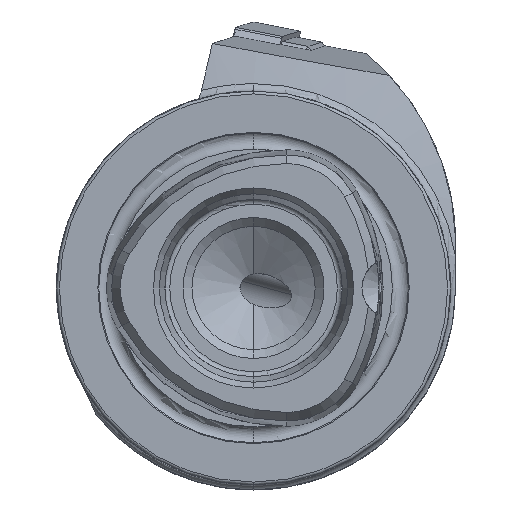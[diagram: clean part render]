
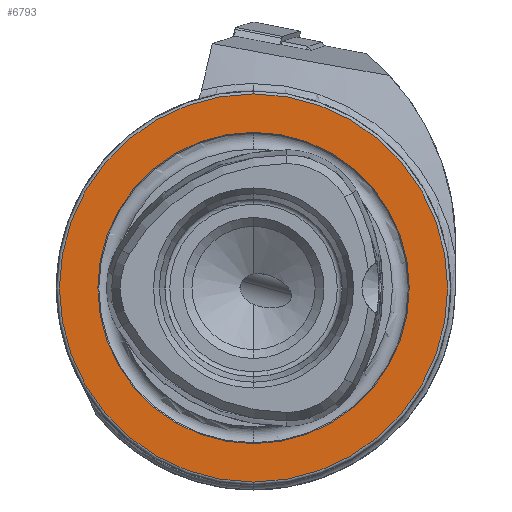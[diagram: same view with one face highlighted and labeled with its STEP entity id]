
A CAD part, left-side view. The second image highlights one B-rep face of the part: STEP entity #6793.
In plain terms, the highlighted planar face has unit normal (-1, 0, 0).
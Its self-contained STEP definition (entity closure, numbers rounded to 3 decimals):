
#606 = AXIS2_PLACEMENT_3D ( 'NONE', #14792, #1353, #11575 ) ;
#1300 = DIRECTION ( 'NONE',  ( -1., 0., 0. ) ) ;
#1347 = EDGE_CURVE ( 'NONE', #16040, #6483, #5185, .T. ) ;
#1353 = DIRECTION ( 'NONE',  ( 1., 0., 0. ) ) ;
#1643 = AXIS2_PLACEMENT_3D ( 'NONE', #7058, #8845, #12379 ) ;
#1797 = ORIENTED_EDGE ( 'NONE', *, *, #14646, .F. ) ;
#2043 = EDGE_CURVE ( 'NONE', #5806, #10214, #3413, .T. ) ;
#3290 = CARTESIAN_POINT ( 'NONE',  ( 0., 0., 0. ) ) ;
#3413 = CIRCLE ( 'NONE', #1643, 15.8 ) ;
#4842 = AXIS2_PLACEMENT_3D ( 'NONE', #10440, #17304, #17636 ) ;
#5185 = CIRCLE ( 'NONE', #4842, 19.7 ) ;
#5806 = VERTEX_POINT ( 'NONE', #8773 ) ;
#5894 = EDGE_LOOP ( 'NONE', ( #21826, #7066 ) ) ;
#6483 = VERTEX_POINT ( 'NONE', #16682 ) ;
#6707 = CIRCLE ( 'NONE', #14495, 19.7 ) ;
#6793 = ADVANCED_FACE ( 'NONE', ( #8047, #18224 ), #21637, .F. ) ;
#7058 = CARTESIAN_POINT ( 'NONE',  ( 0., 0., 0. ) ) ;
#7066 = ORIENTED_EDGE ( 'NONE', *, *, #1347, .T. ) ;
#7428 = AXIS2_PLACEMENT_3D ( 'NONE', #10814, #10933, #17357 ) ;
#8047 = FACE_BOUND ( 'NONE', #11968, .T. ) ;
#8773 = CARTESIAN_POINT ( 'NONE',  ( 0., 0., 15.8 ) ) ;
#8845 = DIRECTION ( 'NONE',  ( -1., 0., 0. ) ) ;
#10214 = VERTEX_POINT ( 'NONE', #13078 ) ;
#10440 = CARTESIAN_POINT ( 'NONE',  ( 0., 0., 0. ) ) ;
#10814 = CARTESIAN_POINT ( 'NONE',  ( 0., 0., 0. ) ) ;
#10933 = DIRECTION ( 'NONE',  ( -1., 0., 0. ) ) ;
#11575 = DIRECTION ( 'NONE',  ( 0., 0., -1. ) ) ;
#11968 = EDGE_LOOP ( 'NONE', ( #14810, #1797 ) ) ;
#12379 = DIRECTION ( 'NONE',  ( 0., 0., 1. ) ) ;
#13078 = CARTESIAN_POINT ( 'NONE',  ( 0., 0., -15.8 ) ) ;
#14484 = EDGE_CURVE ( 'NONE', #6483, #16040, #6707, .T. ) ;
#14495 = AXIS2_PLACEMENT_3D ( 'NONE', #3290, #1300, #21691 ) ;
#14646 = EDGE_CURVE ( 'NONE', #10214, #5806, #15563, .T. ) ;
#14792 = CARTESIAN_POINT ( 'NONE',  ( 0., 15.8, 0. ) ) ;
#14810 = ORIENTED_EDGE ( 'NONE', *, *, #2043, .F. ) ;
#15563 = CIRCLE ( 'NONE', #7428, 15.8 ) ;
#16040 = VERTEX_POINT ( 'NONE', #19978 ) ;
#16682 = CARTESIAN_POINT ( 'NONE',  ( 0., 0., 19.7 ) ) ;
#17304 = DIRECTION ( 'NONE',  ( -1., 0., 0. ) ) ;
#17357 = DIRECTION ( 'NONE',  ( 0., 0., 1. ) ) ;
#17636 = DIRECTION ( 'NONE',  ( 0., 0., 1. ) ) ;
#18224 = FACE_OUTER_BOUND ( 'NONE', #5894, .T. ) ;
#19978 = CARTESIAN_POINT ( 'NONE',  ( 0., 0., -19.7 ) ) ;
#21637 = PLANE ( 'NONE',  #606 ) ;
#21691 = DIRECTION ( 'NONE',  ( 0., 0., 1. ) ) ;
#21826 = ORIENTED_EDGE ( 'NONE', *, *, #14484, .T. ) ;
